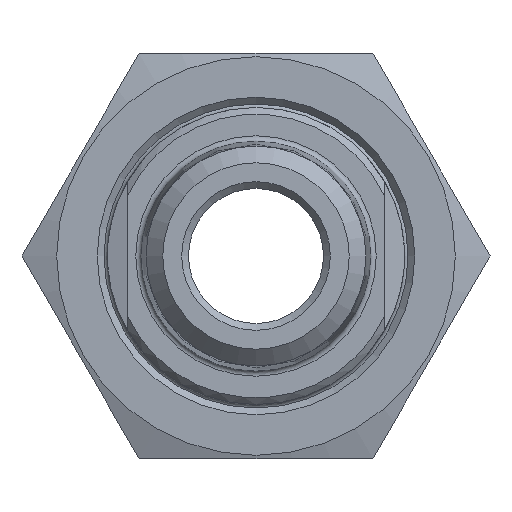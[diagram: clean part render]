
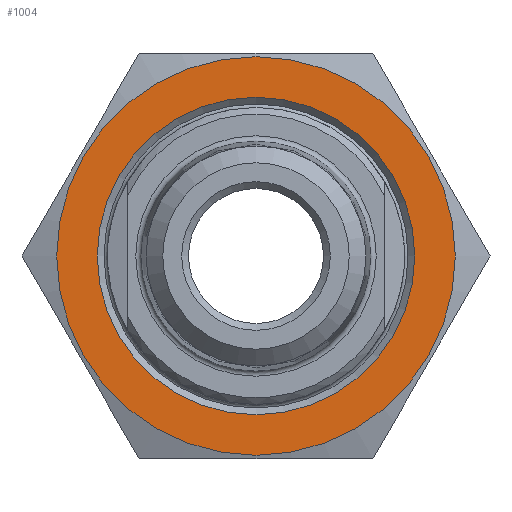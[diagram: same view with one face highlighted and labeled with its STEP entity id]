
A CAD part, left-side view. The second image highlights one B-rep face of the part: STEP entity #1004.
In plain terms, the highlighted planar face has unit normal (-1, 0, 0).
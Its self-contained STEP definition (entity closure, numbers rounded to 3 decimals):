
#68=FACE_BOUND('',#192,.T.);
#84=PLANE('',#1150);
#126=FACE_OUTER_BOUND('',#191,.T.);
#191=EDGE_LOOP('',(#727));
#192=EDGE_LOOP('',(#728));
#356=CIRCLE('',#1140,14.75);
#357=CIRCLE('',#1145,11.75);
#446=VERTEX_POINT('',#1702);
#447=VERTEX_POINT('',#1713);
#548=EDGE_CURVE('',#446,#446,#356,.T.);
#553=EDGE_CURVE('',#447,#447,#357,.T.);
#727=ORIENTED_EDGE('',*,*,#548,.T.);
#728=ORIENTED_EDGE('',*,*,#553,.F.);
#1004=ADVANCED_FACE('',(#126,#68),#84,.F.);
#1140=AXIS2_PLACEMENT_3D('',#1704,#1309,#1310);
#1145=AXIS2_PLACEMENT_3D('',#1714,#1323,#1324);
#1150=AXIS2_PLACEMENT_3D('',#1724,#1335,#1336);
#1309=DIRECTION('center_axis',(-1.,0.,0.));
#1310=DIRECTION('ref_axis',(0.,1.,0.));
#1323=DIRECTION('center_axis',(-1.,0.,0.));
#1324=DIRECTION('ref_axis',(0.,-1.,0.));
#1335=DIRECTION('center_axis',(1.,0.,0.));
#1336=DIRECTION('ref_axis',(0.,0.,-1.));
#1702=CARTESIAN_POINT('',(-15.,-14.75,0.));
#1704=CARTESIAN_POINT('Origin',(-15.,0.,0.));
#1713=CARTESIAN_POINT('',(-15.,11.75,0.));
#1714=CARTESIAN_POINT('Origin',(-15.,0.,0.));
#1724=CARTESIAN_POINT('Origin',(-15.,0.,0.));
